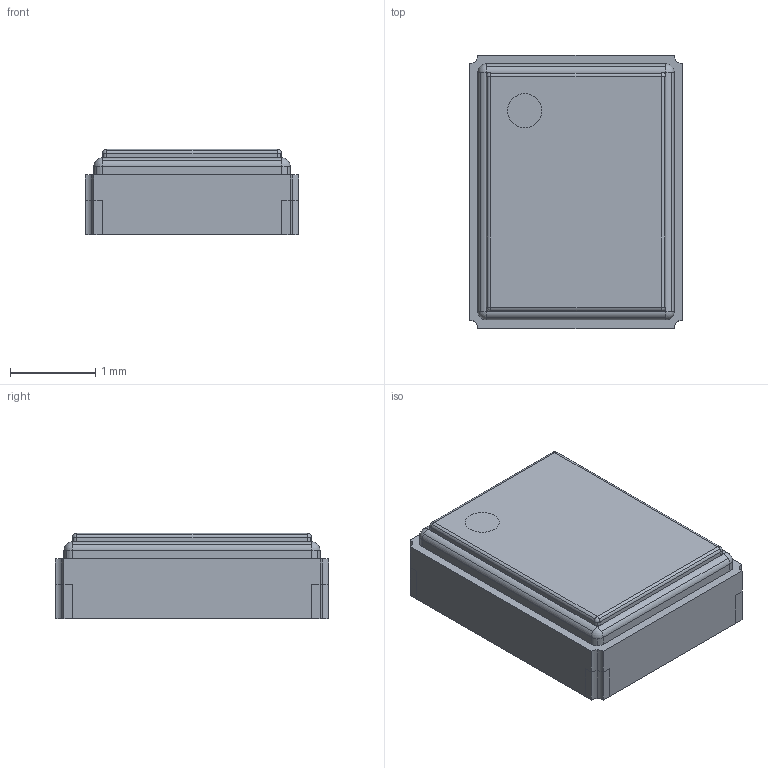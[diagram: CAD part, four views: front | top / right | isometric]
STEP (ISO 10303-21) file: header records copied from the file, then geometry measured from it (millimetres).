
FILE_DESCRIPTION((''),'2;1');
FILE_NAME('OSC_RAKON_IT3200C.stp','2010-01-20T14:59:30',(''),(''),'Mechanical Desktop 2006','Mechanical Desktop 2006',', , ');
FILE_SCHEMA(('AUTOMOTIVE_DESIGN { 1 2 10303 214 0 1 1 1 }'));
Length unit declared in the file: millimetre
Products named in the file (1): Product
Bounding box: 2.5 x 3.2 x 1 mm (x, y, z)
Volume: 7.5 mm3; surface area: 69.9 mm2
Topology: 10 solids, 10 shells, 179 faces, 452 edges, 288 vertices
Faces by surface type: plane 93, cylinder 72, sphere 8, bspline 6
Entity records: 5427 total; most frequent: CARTESIAN_POINT 986, DIRECTION 944, ORIENTED_EDGE 888, EDGE_CURVE 444, AXIS2_PLACEMENT_3D 326, VECTOR 292, LINE 292, VERTEX_POINT 288
